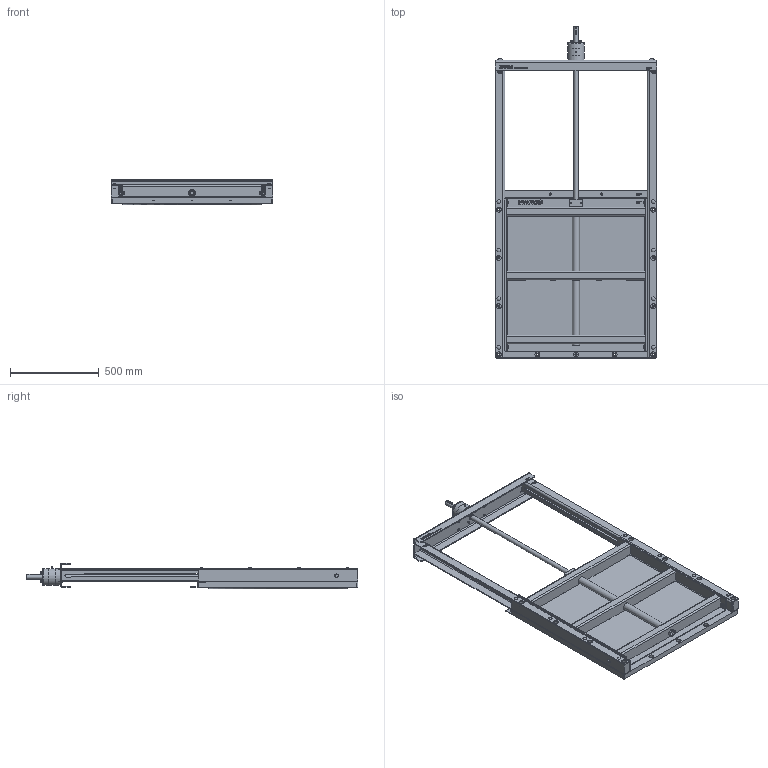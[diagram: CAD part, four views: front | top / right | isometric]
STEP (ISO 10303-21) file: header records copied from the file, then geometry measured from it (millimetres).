
FILE_DESCRIPTION (( 'STEP AP203' ), '1' );
FILE_NAME ('SPK-TG Ø710.STEP', '2025-10-27T07:57:10', ( '' ), ( '' ), 'SwSTEP 2.0', 'SolidWorks 2023', '' );
FILE_SCHEMA (( 'CONFIG_CONTROL_DESIGN' ));
Length unit declared in the file: millimetre
Products named in the file (1): SPK-TG Ø710
Bounding box: 910 x 1869 x 145 mm (x, y, z)
Surface area: 5537676.3 mm2 (no closed solid volume)
Topology: 0 solids, 132 shells, 508 faces, 3675 edges, 3252 vertices
Faces by surface type: plane 300, cylinder 152, bspline 18, torus 15, cone 15, sphere 8
Full cylindrical faces by diameter (mm): 6.8 x5, 8 x5, 9.429 x7, 11 x4, 11.714 x2, 12 x13, 13 x7, 16 x8, 20 x5, 24 x8, 25 x1, 26 x2, 28 x19, 32.6 x1, 35 x1, 40 x1, 95 x4, 710 x1, 752 x1, 788 x1
Entity records: 46901 total; most frequent: CARTESIAN_POINT 21984, ORIENTED_EDGE 4236, DIRECTION 3931, EDGE_CURVE 3536, VERTEX_POINT 3232, VECTOR 1877, LINE 1877, EDGE_LOOP 1157
